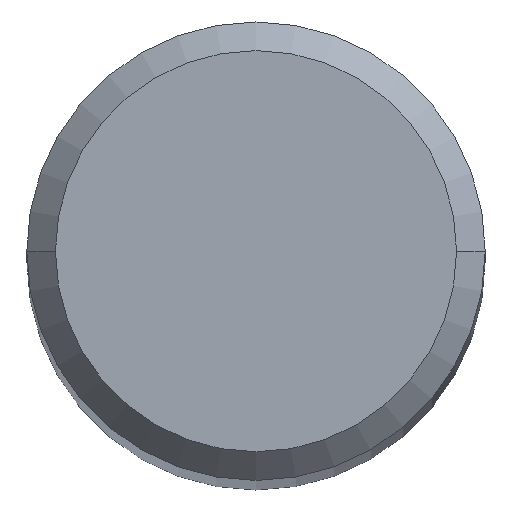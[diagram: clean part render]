
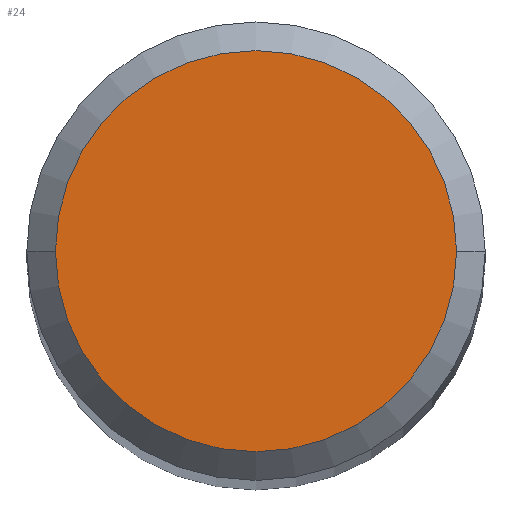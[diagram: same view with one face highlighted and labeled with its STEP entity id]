
A CAD part, top view. The second image highlights one B-rep face of the part: STEP entity #24.
In plain terms, the highlighted planar face has unit normal (0, 0, 1).
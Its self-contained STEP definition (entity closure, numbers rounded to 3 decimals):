
#4 = CARTESIAN_POINT ( 'NONE',  ( 0., 0., 96. ) ) ;
#18 = CARTESIAN_POINT ( 'NONE',  ( 0., 0., 96. ) ) ;
#24 = ADVANCED_FACE ( 'NONE', ( #199 ), #176, .T. ) ;
#33 = CARTESIAN_POINT ( 'NONE',  ( 0., 0., 96. ) ) ;
#36 = CIRCLE ( 'NONE', #140, 3.5 ) ;
#52 = DIRECTION ( 'NONE',  ( 0., 0., 1. ) ) ;
#59 = DIRECTION ( 'NONE',  ( 0., 0., 1. ) ) ;
#77 = CIRCLE ( 'NONE', #132, 3.5 ) ;
#89 = DIRECTION ( 'NONE',  ( 0., 0., 1. ) ) ;
#95 = DIRECTION ( 'NONE',  ( 1., 0., 0. ) ) ;
#112 = VERTEX_POINT ( 'NONE', #119 ) ;
#115 = CARTESIAN_POINT ( 'NONE',  ( -3.5, 0., 96. ) ) ;
#119 = CARTESIAN_POINT ( 'NONE',  ( 3.5, 0., 96. ) ) ;
#128 = DIRECTION ( 'NONE',  ( 1., 0., 0. ) ) ;
#132 = AXIS2_PLACEMENT_3D ( 'NONE', #4, #52, #128 ) ;
#140 = AXIS2_PLACEMENT_3D ( 'NONE', #18, #89, #227 ) ;
#155 = ORIENTED_EDGE ( 'NONE', *, *, #212, .T. ) ;
#157 = ORIENTED_EDGE ( 'NONE', *, *, #204, .T. ) ;
#163 = VERTEX_POINT ( 'NONE', #115 ) ;
#176 = PLANE ( 'NONE',  #192 ) ;
#192 = AXIS2_PLACEMENT_3D ( 'NONE', #33, #59, #95 ) ;
#199 = FACE_OUTER_BOUND ( 'NONE', #205, .T. ) ;
#204 = EDGE_CURVE ( 'NONE', #163, #112, #36, .T. ) ;
#205 = EDGE_LOOP ( 'NONE', ( #157, #155 ) ) ;
#212 = EDGE_CURVE ( 'NONE', #112, #163, #77, .T. ) ;
#227 = DIRECTION ( 'NONE',  ( 1., 0., 0. ) ) ;
